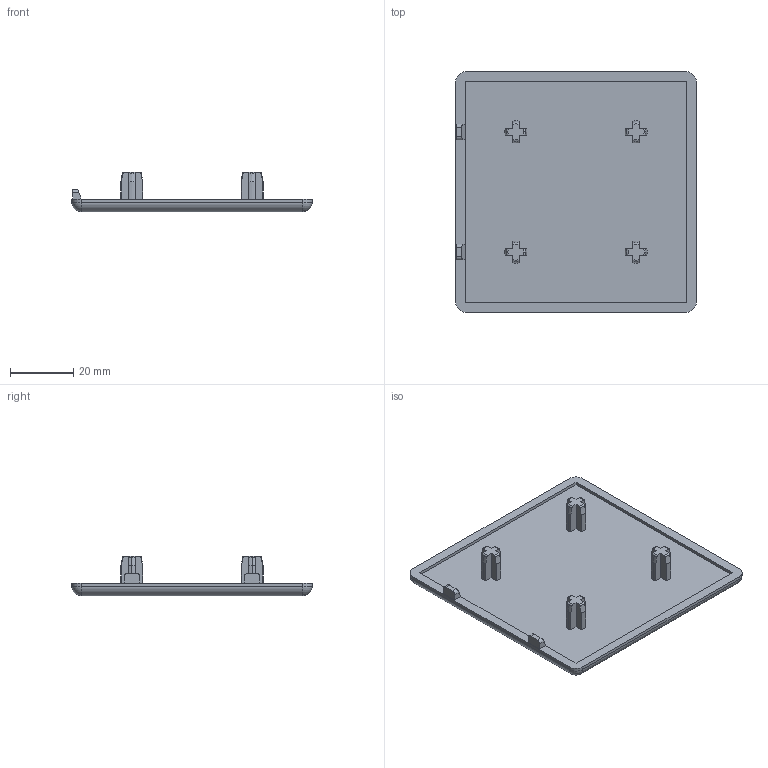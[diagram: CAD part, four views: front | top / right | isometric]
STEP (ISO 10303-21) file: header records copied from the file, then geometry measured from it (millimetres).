
FILE_DESCRIPTION (( 'STEP AP203' ), '1' );
FILE_NAME ('151173.step', '2021-06-03T16:31:34', ( '' ), ( '' ), 'SwSTEP 2.0', 'SolidWorks 2021', '' );
FILE_SCHEMA (( 'CONFIG_CONTROL_DESIGN' ));
Length unit declared in the file: millimetre
Products named in the file (1): 151173
Bounding box: 76.2 x 76.2 x 12.5 mm (x, y, z)
Volume: 18629.8 mm3; surface area: 13735.5 mm2
Topology: 1 solids, 1 shells, 133 faces, 362 edges, 232 vertices
Faces by surface type: plane 57, cylinder 32, torus 20, cone 20, sphere 4
Entity records: 4525 total; most frequent: CARTESIAN_POINT 1152, ORIENTED_EDGE 716, DIRECTION 666, EDGE_CURVE 358, AXIS2_PLACEMENT_3D 242, VERTEX_POINT 232, LINE 182, VECTOR 182
